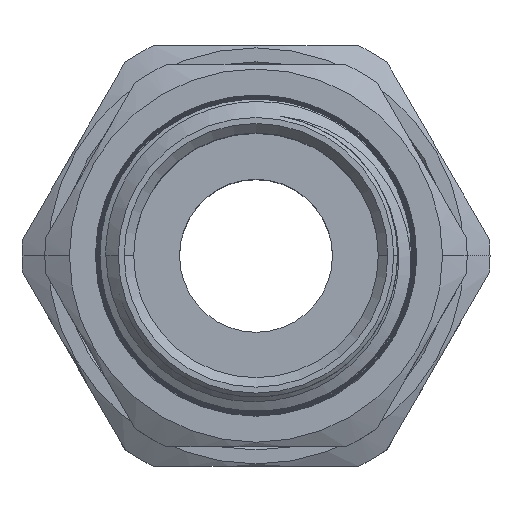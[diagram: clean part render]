
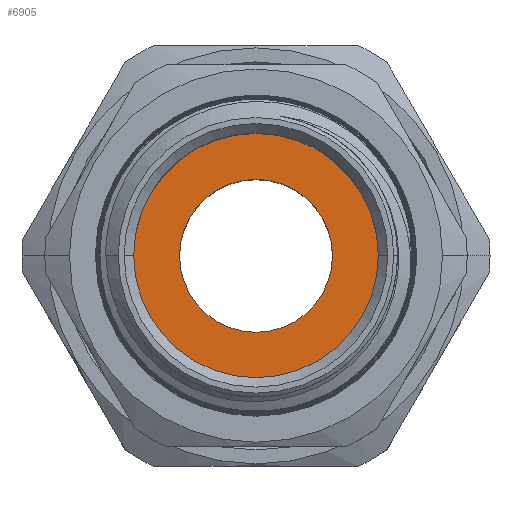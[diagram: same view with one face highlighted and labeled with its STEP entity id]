
A CAD part, top view. The second image highlights one B-rep face of the part: STEP entity #6905.
In plain terms, the highlighted face is planar.
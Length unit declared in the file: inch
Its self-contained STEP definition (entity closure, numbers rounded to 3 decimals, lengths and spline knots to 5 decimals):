
#143 = DIRECTION ( 'NONE',  ( -1., 0., 0. ) ) ;
#842 = VERTEX_POINT ( 'NONE', #10676 ) ;
#847 = VERTEX_POINT ( 'NONE', #10807 ) ;
#967 = CARTESIAN_POINT ( 'NONE',  ( 0., 0., 0. ) ) ;
#1068 = EDGE_LOOP ( 'NONE', ( #6147, #18727 ) ) ;
#1328 = EDGE_CURVE ( 'NONE', #13076, #842, #2452, .T. ) ;
#1481 = FACE_BOUND ( 'NONE', #1068, .T. ) ;
#1787 = EDGE_CURVE ( 'NONE', #847, #9677, #16853, .T. ) ;
#2405 = DIRECTION ( 'NONE',  ( 0., 0., 1. ) ) ;
#2452 = CIRCLE ( 'NONE', #6290, 0.25 ) ;
#4201 = EDGE_CURVE ( 'NONE', #9677, #847, #13135, .T. ) ;
#5713 = CARTESIAN_POINT ( 'NONE',  ( 0., 0., 0. ) ) ;
#5879 = CARTESIAN_POINT ( 'NONE',  ( 0., 0., 0. ) ) ;
#5931 = ORIENTED_EDGE ( 'NONE', *, *, #4201, .T. ) ;
#6147 = ORIENTED_EDGE ( 'NONE', *, *, #1328, .F. ) ;
#6178 = AXIS2_PLACEMENT_3D ( 'NONE', #5713, #17482, #11593 ) ;
#6290 = AXIS2_PLACEMENT_3D ( 'NONE', #18406, #14047, #11176 ) ;
#6824 = DIRECTION ( 'NONE',  ( 1., 0., 0. ) ) ;
#6905 = ADVANCED_FACE ( 'NONE', ( #1481, #9689 ), #9501, .F. ) ;
#8255 = CARTESIAN_POINT ( 'NONE',  ( 0., -0.25, 0. ) ) ;
#9501 = PLANE ( 'NONE',  #17653 ) ;
#9677 = VERTEX_POINT ( 'NONE', #15812 ) ;
#9689 = FACE_OUTER_BOUND ( 'NONE', #12738, .T. ) ;
#10676 = CARTESIAN_POINT ( 'NONE',  ( 0.25, 0., 0. ) ) ;
#10807 = CARTESIAN_POINT ( 'NONE',  ( -0.4375, 0., 0. ) ) ;
#11176 = DIRECTION ( 'NONE',  ( -1., 0., 0. ) ) ;
#11281 = CIRCLE ( 'NONE', #6178, 0.25 ) ;
#11593 = DIRECTION ( 'NONE',  ( -1., 0., 0. ) ) ;
#12736 = CARTESIAN_POINT ( 'NONE',  ( -0.25, 0., 0. ) ) ;
#12738 = EDGE_LOOP ( 'NONE', ( #5931, #16718 ) ) ;
#13076 = VERTEX_POINT ( 'NONE', #12736 ) ;
#13135 = CIRCLE ( 'NONE', #17884, 0.4375 ) ;
#13900 = DIRECTION ( 'NONE',  ( -1., 0., 0. ) ) ;
#14047 = DIRECTION ( 'NONE',  ( 0., 0., -1. ) ) ;
#15122 = AXIS2_PLACEMENT_3D ( 'NONE', #967, #16785, #13900 ) ;
#15812 = CARTESIAN_POINT ( 'NONE',  ( 0.4375, 0., 0. ) ) ;
#16124 = DIRECTION ( 'NONE',  ( 0., 0., -1. ) ) ;
#16718 = ORIENTED_EDGE ( 'NONE', *, *, #1787, .T. ) ;
#16785 = DIRECTION ( 'NONE',  ( 0., 0., -1. ) ) ;
#16853 = CIRCLE ( 'NONE', #15122, 0.4375 ) ;
#17482 = DIRECTION ( 'NONE',  ( 0., 0., -1. ) ) ;
#17653 = AXIS2_PLACEMENT_3D ( 'NONE', #8255, #2405, #6824 ) ;
#17884 = AXIS2_PLACEMENT_3D ( 'NONE', #5879, #16124, #143 ) ;
#18068 = EDGE_CURVE ( 'NONE', #842, #13076, #11281, .T. ) ;
#18406 = CARTESIAN_POINT ( 'NONE',  ( 0., 0., 0. ) ) ;
#18727 = ORIENTED_EDGE ( 'NONE', *, *, #18068, .F. ) ;
